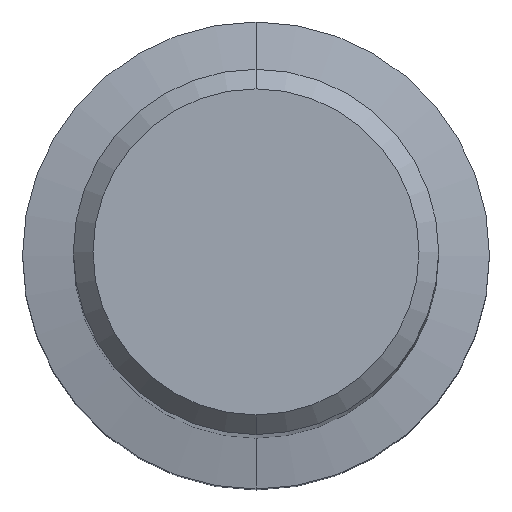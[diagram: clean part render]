
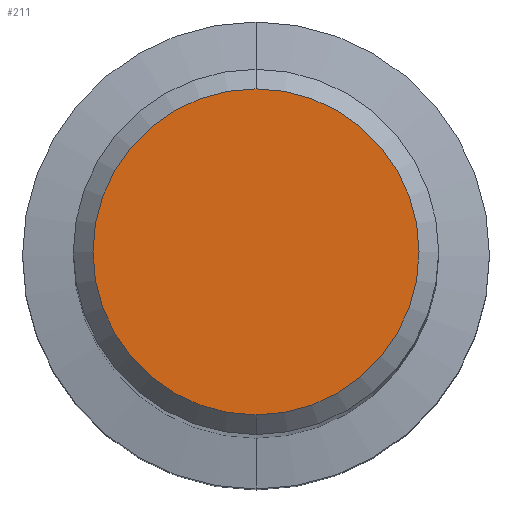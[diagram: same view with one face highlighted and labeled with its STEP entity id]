
A CAD part, top view. The second image highlights one B-rep face of the part: STEP entity #211.
In plain terms, the highlighted planar face has unit normal (0, 0, 1).
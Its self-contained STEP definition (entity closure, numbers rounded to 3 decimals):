
#123=EDGE_CURVE('',#275,#221,#322,.T.);
#211=ADVANCED_FACE('',(#420),#421,.T.);
#221=VERTEX_POINT('',#433);
#225=EDGE_CURVE('',#221,#275,#437,.T.);
#275=VERTEX_POINT('',#495);
#322=CIRCLE('',#538,6.65);
#420=FACE_OUTER_BOUND('',#668,.T.);
#421=PLANE('',#669);
#433=CARTESIAN_POINT('',(0.,-6.65,0.0));
#437=CIRCLE('',#693,6.65);
#495=CARTESIAN_POINT('',(0.0,6.65,0.0));
#538=AXIS2_PLACEMENT_3D('',#799,#800,#801);
#668=EDGE_LOOP('',(#933,#934));
#669=AXIS2_PLACEMENT_3D('',#935,#936,#937);
#693=AXIS2_PLACEMENT_3D('',#952,#953,#954);
#799=CARTESIAN_POINT('',(0.0,0.0,0.0));
#800=DIRECTION('',(0.0,0.0,-1.0));
#801=DIRECTION('',(0.0,1.0,0.0));
#933=ORIENTED_EDGE('',*,*,#123,.F.);
#934=ORIENTED_EDGE('',*,*,#225,.F.);
#935=CARTESIAN_POINT('',(0.0,3.325,0.0));
#936=DIRECTION('',(-0.0,0.0,1.0));
#937=DIRECTION('',(0.0,-1.0,0.0));
#952=CARTESIAN_POINT('',(0.0,0.0,0.0));
#953=DIRECTION('',(0.0,0.0,-1.0));
#954=DIRECTION('',(0.0,1.0,0.0));
